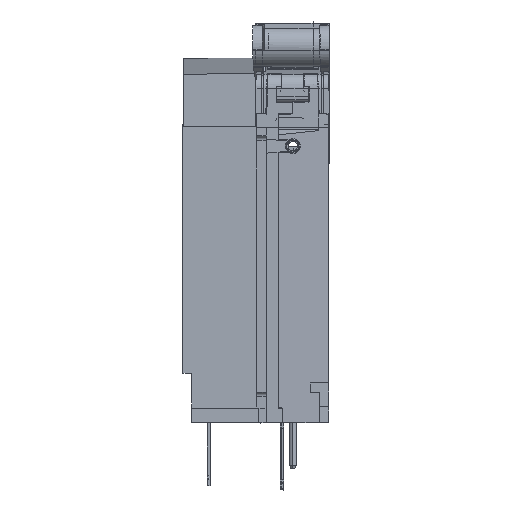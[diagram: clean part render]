
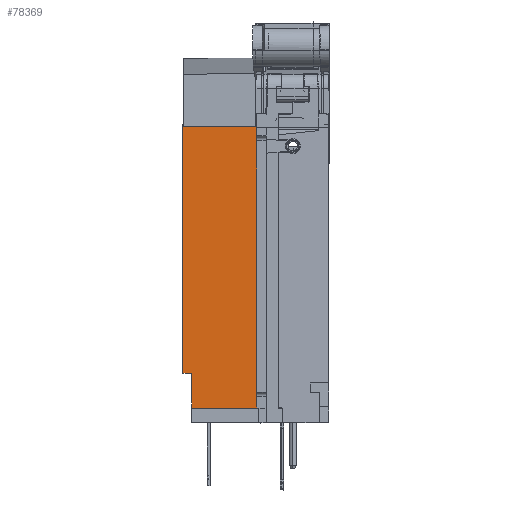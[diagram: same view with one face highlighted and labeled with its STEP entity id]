
A CAD part, left-side view. The second image highlights one B-rep face of the part: STEP entity #78369.
In plain terms, the highlighted planar face has unit normal (-1, 0, 0).
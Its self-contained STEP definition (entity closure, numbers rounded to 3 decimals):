
#75839=DIRECTION('',(0.,0.,1.));
#75840=VECTOR('',#75839,23.5);
#75841=CARTESIAN_POINT('',(-40.9,156.697,
-129.2));
#75842=LINE('',#75841,#75840);
#75846=DIRECTION('',(0.,0.,1.));
#75847=VECTOR('',#75846,167.);
#75848=CARTESIAN_POINT('',(-40.9,162.697,
-105.7));
#75849=LINE('',#75848,#75847);
#75853=DIRECTION('',(0.,-1.,0.));
#75854=VECTOR('',#75853,15.947);
#75855=CARTESIAN_POINT('',(-40.9,162.697,
61.3));
#75856=LINE('',#75855,#75854);
#75860=DIRECTION('',(0.,-1.,0.));
#75861=VECTOR('',#75860,16.059);
#75862=CARTESIAN_POINT('',(-40.9,128.756,
61.3));
#75863=LINE('',#75862,#75861);
#75867=DIRECTION('',(0.,0.,-1.));
#75868=VECTOR('',#75867,186.5);
#75869=CARTESIAN_POINT('',(-40.9,112.697,
61.3));
#75870=LINE('',#75869,#75868);
#75874=DIRECTION('',(0.,-0.009,-1.));
#75875=VECTOR('',#75874,4.);
#75876=CARTESIAN_POINT('',(-40.9,112.709,
-125.2));
#75877=LINE('',#75876,#75875);
#75909=DIRECTION('',(0.,-1.,0.));
#75910=VECTOR('',#75909,44.023);
#75911=CARTESIAN_POINT('',(-40.9,156.697,
-129.2));
#75912=LINE('',#75911,#75910);
#76511=DIRECTION('',(0.,-1.,0.));
#76512=VECTOR('',#76511,6.);
#76513=CARTESIAN_POINT('',(-40.9,162.697,
-105.7));
#76514=LINE('',#76513,#76512);
#76728=DIRECTION('',(0.,-0.048,-0.999));
#76729=VECTOR('',#76728,0.139);
#76730=CARTESIAN_POINT('',(-40.9,146.757,
61.439));
#76731=LINE('',#76730,#76729);
#76911=DIRECTION('',(0.,0.009,1.));
#76912=VECTOR('',#76911,0.296);
#76913=CARTESIAN_POINT('',(-40.9,128.756,
61.3));
#76914=LINE('',#76913,#76912);
#76946=DIRECTION('',(0.,1.,-0.009));
#76947=VECTOR('',#76946,17.999);
#76948=CARTESIAN_POINT('',(-40.9,128.758,
61.596));
#76949=LINE('',#76948,#76947);
#77750=CARTESIAN_POINT('',(-40.9,112.697,
61.3));
#77751=CARTESIAN_POINT('',(-40.9,112.709,
-125.2));
#77752=VERTEX_POINT('',#77750);
#77753=VERTEX_POINT('',#77751);
#77754=CARTESIAN_POINT('',(-40.9,112.674,
-129.2));
#77755=VERTEX_POINT('',#77754);
#77902=CARTESIAN_POINT('',(-40.9,146.75,
61.3));
#77903=VERTEX_POINT('',#77902);
#77904=CARTESIAN_POINT('',(-40.9,162.697,
61.3));
#77905=VERTEX_POINT('',#77904);
#77916=CARTESIAN_POINT('',(-40.9,162.697,
-105.7));
#77917=VERTEX_POINT('',#77916);
#77932=CARTESIAN_POINT('',(-40.9,146.757,
61.439));
#77933=VERTEX_POINT('',#77932);
#77934=CARTESIAN_POINT('',(-40.9,128.758,
61.596));
#77935=VERTEX_POINT('',#77934);
#77936=CARTESIAN_POINT('',(-40.9,128.756,
61.3));
#77937=VERTEX_POINT('',#77936);
#77940=CARTESIAN_POINT('',(-40.9,156.697,
-129.2));
#77941=CARTESIAN_POINT('',(-40.9,156.697,
-105.7));
#77942=VERTEX_POINT('',#77940);
#77943=VERTEX_POINT('',#77941);
#78342=CARTESIAN_POINT('',(-40.9,128.758,
61.596));
#78343=DIRECTION('',(-1.,0.,0.));
#78344=DIRECTION('',(0.,1.,-0.009));
#78345=AXIS2_PLACEMENT_3D('',#78342,#78343,#78344);
#78346=PLANE('',#78345);
#78348=ORIENTED_EDGE('',*,*,#78347,.F.);
#78350=ORIENTED_EDGE('',*,*,#78349,.T.);
#78352=ORIENTED_EDGE('',*,*,#78351,.F.);
#78353=ORIENTED_EDGE('',*,*,#78234,.T.);
#78354=ORIENTED_EDGE('',*,*,#78204,.T.);
#78356=ORIENTED_EDGE('',*,*,#78355,.F.);
#78358=ORIENTED_EDGE('',*,*,#78357,.F.);
#78360=ORIENTED_EDGE('',*,*,#78359,.F.);
#78362=ORIENTED_EDGE('',*,*,#78361,.T.);
#78364=ORIENTED_EDGE('',*,*,#78363,.T.);
#78366=ORIENTED_EDGE('',*,*,#78365,.T.);
#78367=EDGE_LOOP('',(#78348,#78350,#78352,#78353,#78354,#78356,#78358,#78360,
#78362,#78364,#78366));
#78368=FACE_OUTER_BOUND('',#78367,.F.);
#78204=EDGE_CURVE('',#77905,#77903,#75856,.T.);
#78234=EDGE_CURVE('',#77917,#77905,#75849,.T.);
#78347=EDGE_CURVE('',#77942,#77755,#75912,.T.);
#78349=EDGE_CURVE('',#77942,#77943,#75842,.T.);
#78351=EDGE_CURVE('',#77917,#77943,#76514,.T.);
#78355=EDGE_CURVE('',#77933,#77903,#76731,.T.);
#78357=EDGE_CURVE('',#77935,#77933,#76949,.T.);
#78359=EDGE_CURVE('',#77937,#77935,#76914,.T.);
#78361=EDGE_CURVE('',#77937,#77752,#75863,.T.);
#78363=EDGE_CURVE('',#77752,#77753,#75870,.T.);
#78365=EDGE_CURVE('',#77753,#77755,#75877,.T.);
#78369=ADVANCED_FACE('',(#78368),#78346,.T.);
